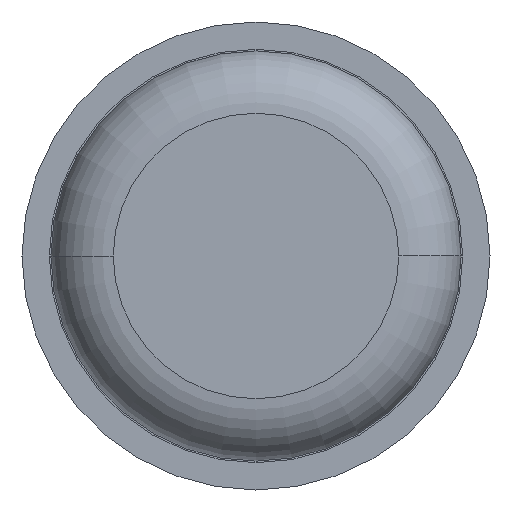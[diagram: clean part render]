
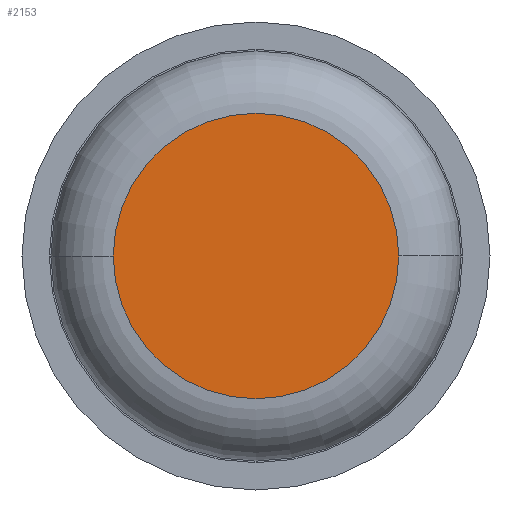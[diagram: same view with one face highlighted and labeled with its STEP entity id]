
A CAD part, front view. The second image highlights one B-rep face of the part: STEP entity #2153.
In plain terms, the highlighted planar face has unit normal (0, -1, 0).
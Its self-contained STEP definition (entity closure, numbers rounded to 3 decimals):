
#16 = ORIENTED_EDGE ( 'NONE', *, *, #2521, .T. ) ;
#236 = DIRECTION ( 'NONE',  ( -1., 0., 0. ) ) ;
#274 = DIRECTION ( 'NONE',  ( -1., 0., 0. ) ) ;
#310 = DIRECTION ( 'NONE',  ( 0., -1., 0. ) ) ;
#758 = AXIS2_PLACEMENT_3D ( 'NONE', #2356, #3383, #2010 ) ;
#1280 = FACE_OUTER_BOUND ( 'NONE', #4294, .T. ) ;
#1354 = PLANE ( 'NONE',  #758 ) ;
#1640 = CARTESIAN_POINT ( 'NONE',  ( 0., 0., 0. ) ) ;
#1722 = CARTESIAN_POINT ( 'NONE',  ( 0.915, 0., 0. ) ) ;
#1804 = VERTEX_POINT ( 'NONE', #1722 ) ;
#2010 = DIRECTION ( 'NONE',  ( -1., 0., 0. ) ) ;
#2153 = ADVANCED_FACE ( 'Defeature ausgef�hrt1_7', ( #1280 ), #1354, .F. ) ;
#2266 = DIRECTION ( 'NONE',  ( 0., -1., 0. ) ) ;
#2356 = CARTESIAN_POINT ( 'NONE',  ( 0., 0., 0. ) ) ;
#2521 = EDGE_CURVE ( 'Defeature ausgef�hrt1_7+Defeature ausgef�hrt1_8+Defeature ausgef�hrt1_8+Defeature ausgef�hrt1_8', #1804, #2540, #2702, .T. ) ;
#2540 = VERTEX_POINT ( 'NONE', #3989 ) ;
#2693 = AXIS2_PLACEMENT_3D ( 'NONE', #1640, #310, #274 ) ;
#2702 = CIRCLE ( 'NONE', #2693, 0.915 ) ;
#2858 = ORIENTED_EDGE ( 'NONE', *, *, #3379, .T. ) ;
#2957 = CIRCLE ( 'NONE', #3642, 0.915 ) ;
#3379 = EDGE_CURVE ( 'Defeature ausgef�hrt1_7+Defeature ausgef�hrt1_8+Defeature ausgef�hrt1_8+Defeature ausgef�hrt1_8', #2540, #1804, #2957, .T. ) ;
#3383 = DIRECTION ( 'NONE',  ( 0., 1., 0. ) ) ;
#3642 = AXIS2_PLACEMENT_3D ( 'NONE', #4255, #2266, #236 ) ;
#3989 = CARTESIAN_POINT ( 'NONE',  ( -0.915, 0., 0. ) ) ;
#4255 = CARTESIAN_POINT ( 'NONE',  ( 0., 0., 0. ) ) ;
#4294 = EDGE_LOOP ( 'NONE', ( #2858, #16 ) ) ;
